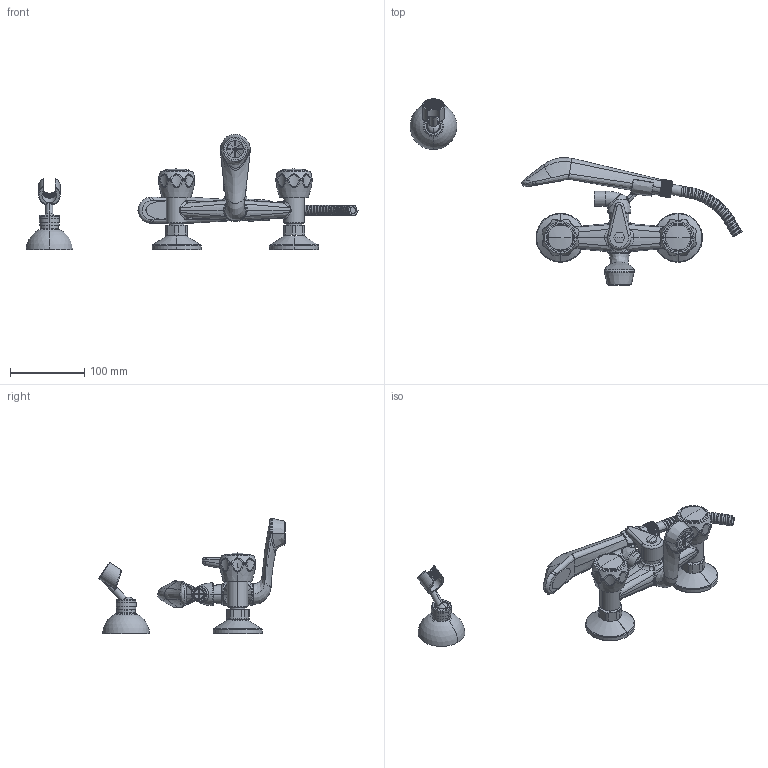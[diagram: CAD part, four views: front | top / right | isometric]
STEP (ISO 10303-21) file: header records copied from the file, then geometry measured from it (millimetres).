
FILE_DESCRIPTION((''),'2;1');
FILE_NAME('DA025CR','2021-11-09T13:08:57',('ut3'),('PAFFONI SpA'),'CREO PARAMETRIC BY PTC INC, 2020044','CREO PARAMETRIC BY PTC INC, 2020044','');
FILE_SCHEMA(('CONFIG_CONTROL_DESIGN','SHAPE_APPEARANCE_LAYERS_GROUPS'));
Length unit declared in the file: millimetre
Products named in the file (1): DA025CR
Bounding box: 446.55 x 250.65 x 155 mm (x, y, z)
Volume: 359335.1 mm3; surface area: 191301 mm2
Topology: 5 solids, 5 shells, 1839 faces, 4652 edges, 2879 vertices
Faces by surface type: plane 608, bspline 486, cylinder 448, cone 174, torus 94, sphere 27, extrusion 2
Entity records: 115362 total; most frequent: CARTESIAN_POINT 59831, ORIENTED_EDGE 9268, DIRECTION 7705, EDGE_CURVE 4634, AXIS2_PLACEMENT_3D 2952, VERTEX_POINT 2877, FILL_AREA_STYLE_COLOUR 2120, FILL_AREA_STYLE 2120
